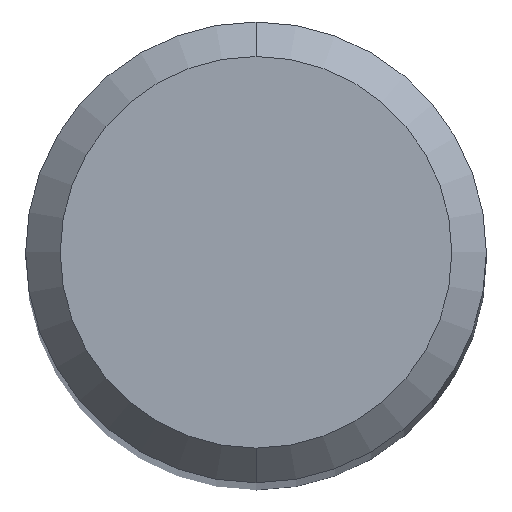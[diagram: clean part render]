
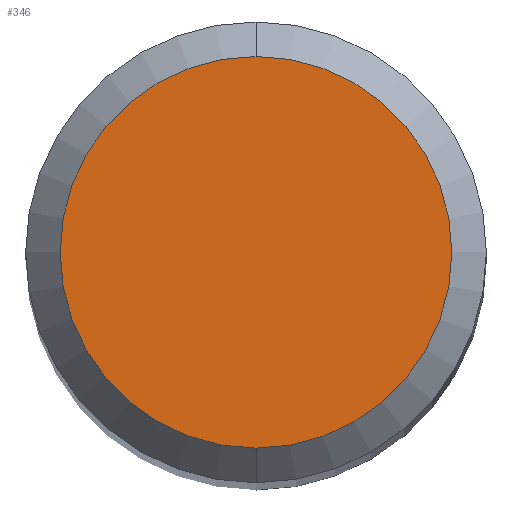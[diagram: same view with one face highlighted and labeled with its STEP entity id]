
A CAD part, top view. The second image highlights one B-rep face of the part: STEP entity #346.
In plain terms, the highlighted planar face has unit normal (0, 0, 1).
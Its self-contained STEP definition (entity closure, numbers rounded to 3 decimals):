
#338=EDGE_CURVE('',#350,#438,#685,.T.);
#346=ADVANCED_FACE('',(#693),#694,.T.);
#350=VERTEX_POINT('',#698);
#414=EDGE_CURVE('',#438,#350,#770,.T.);
#438=VERTEX_POINT('',#796);
#685=CIRCLE('',#1229,1.7);
#693=FACE_OUTER_BOUND('',#1239,.T.);
#694=PLANE('',#1240);
#698=CARTESIAN_POINT('',(0.,-1.7,0.0));
#770=CIRCLE('',#1373,1.7);
#796=CARTESIAN_POINT('',(0.0,1.7,0.0));
#1229=AXIS2_PLACEMENT_3D('',#1716,#1717,#1718);
#1239=EDGE_LOOP('',(#1726,#1727));
#1240=AXIS2_PLACEMENT_3D('',#1728,#1729,#1730);
#1373=AXIS2_PLACEMENT_3D('',#1819,#1820,#1821);
#1716=CARTESIAN_POINT('',(0.0,0.0,0.0));
#1717=DIRECTION('',(0.0,0.0,-1.0));
#1718=DIRECTION('',(0.0,1.0,0.0));
#1726=ORIENTED_EDGE('',*,*,#414,.F.);
#1727=ORIENTED_EDGE('',*,*,#338,.F.);
#1728=CARTESIAN_POINT('',(0.0,0.85,0.0));
#1729=DIRECTION('',(-0.0,0.0,1.0));
#1730=DIRECTION('',(0.0,-1.0,0.0));
#1819=CARTESIAN_POINT('',(0.0,0.0,0.0));
#1820=DIRECTION('',(0.0,0.0,-1.0));
#1821=DIRECTION('',(0.0,1.0,0.0));
